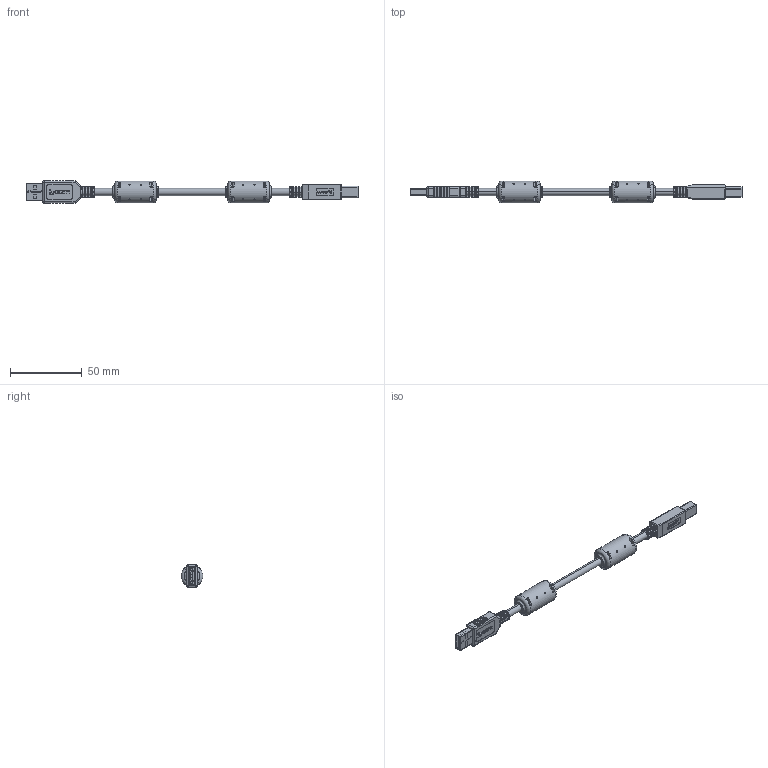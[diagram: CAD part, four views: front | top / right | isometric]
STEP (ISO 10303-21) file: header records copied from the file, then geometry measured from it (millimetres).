
FILE_DESCRIPTION (( 'STEP AP214' ), '1' );
FILE_NAME ('U2A00016.STEP', '2018-08-01T13:39:05', ( '' ), ( '' ), 'SwSTEP 2.0', 'SolidWorks 2017', '' );
FILE_SCHEMA (( 'AUTOMOTIVE_DESIGN' ));
Length unit declared in the file: inch
Products named in the file (20): 1AA05-003-MA2_CRIMPED; 3AB06-026_WITH NEW LOGO; MTN-241; 1AA05-004; 1AA05-004-MA2_NOT CRIMPED; 1AA05-004-MA4___; 1AA05-045-MA2; 1AA05-045-MA1; MTN-160_WITH NEW LOGO; 1AA05-003-MA4; 1AA05-004-MA3___; 1AA05-003-MA1; 1AA05-003-MA3; 3AB06-025_NEW LOGO; 1AA05-003-MA5; MTN-151_NEW LOGO; 1AA05-003_CRIMPED; U2A00016; 1AA05-004-MA1; U2A00015-MA1
Assembly tree (25 placements, depth 5):
  U2A00016
    U2A00015-MA1
    3AB06-025_NEW LOGO
      1AA05-003_CRIMPED
        1AA05-003-MA1
        1AA05-003-MA2_CRIMPED
        1AA05-003-MA3
        1AA05-003-MA4  x4
        1AA05-003-MA5
      MTN-151_NEW LOGO
    3AB06-026_WITH NEW LOGO
      1AA05-004
        1AA05-004-MA4___
          1AA05-004-MA3___
          1AA05-045-MA1  x2
          1AA05-045-MA2  x2
        1AA05-004-MA1
        1AA05-004-MA2_NOT CRIMPED
      MTN-160_WITH NEW LOGO
    MTN-241  x2
Bounding box: 231.95 x 15.18 x 15.7 mm (x, y, z)
Volume: 17751.6 mm3; surface area: 19074.4 mm2
Topology: 24 solids, 24 shells, 1759 faces, 4565 edges, 2860 vertices
Faces by surface type: plane 1048, cylinder 471, bspline 142, sphere 70, torus 28
Entity records: 50973 total; most frequent: CARTESIAN_POINT 13808, ORIENTED_EDGE 7646, DIRECTION 6966, EDGE_CURVE 3823, VECTOR 2702, LINE 2702, VERTEX_POINT 2452, AXIS2_PLACEMENT_3D 2132
